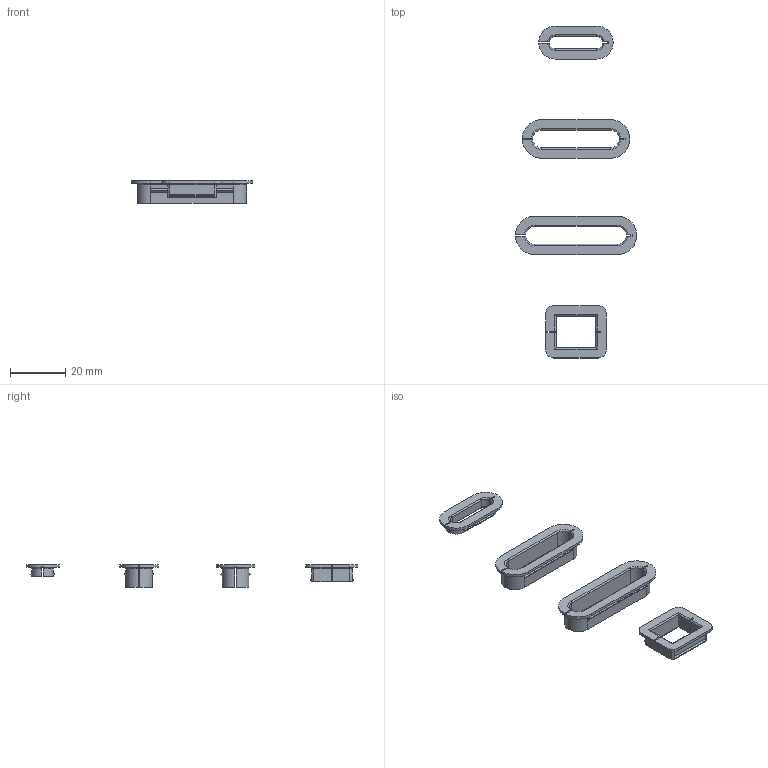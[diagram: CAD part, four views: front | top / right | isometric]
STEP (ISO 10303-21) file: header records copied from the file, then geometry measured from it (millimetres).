
FILE_DESCRIPTION(/* description */ (''),/* implementation_level */ '2;1');
FILE_NAME(/* name */ 'grommet.step',/* time_stamp */ '2022-11-14T02:10:49+08:00',/* author */ (''),/* organization */ (''),/* preprocessor_version */ 'ST-DEVELOPER v19.2',/* originating_system */ 'Autodesk Translation Framework v11.17.0.187',/* authorisation */ '');
FILE_SCHEMA (('AUTOMOTIVE_DESIGN { 1 0 10303 214 3 1 1 }'));
Length unit declared in the file: millimetre
Products named in the file (1): grommet
Bounding box: 44 x 120.5 x 8.2 mm (x, y, z)
Volume: 3693.3 mm3; surface area: 6081.5 mm2
Topology: 4 solids, 4 shells, 253 faces, 642 edges, 388 vertices
Faces by surface type: plane 119, cylinder 94, torus 40
Entity records: 7822 total; most frequent: CARTESIAN_POINT 1608, DIRECTION 1334, ORIENTED_EDGE 1284, EDGE_CURVE 642, AXIS2_PLACEMENT_3D 474, VERTEX_POINT 388, LINE 386, VECTOR 386
